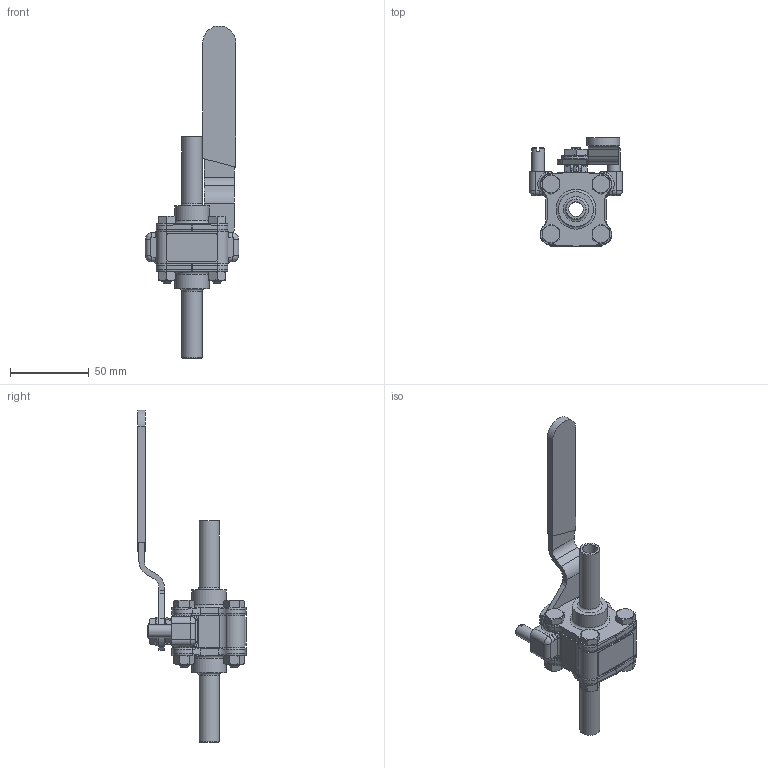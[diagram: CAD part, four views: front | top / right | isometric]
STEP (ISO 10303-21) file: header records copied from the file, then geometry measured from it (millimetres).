
FILE_DESCRIPTION(/* description */ (''),/* implementation_level */ '2;1');
FILE_NAME(/* name */ 'WK70 GA''CS-WK70-05-XBO_Shrinkwrap_1.stp',/* time_stamp */ '2021-02-18T17:46:37+05:00',/* author */ ('10157457'),/* organization */ (''),/* preprocessor_version */ 'ST-DEVELOPER v16.1',/* originating_system */ 'Autodesk Inventor 2016',/* authorisation */ '');
FILE_SCHEMA (('AUTOMOTIVE_DESIGN { 1 0 10303 214 3 1 1 }'));
Length unit declared in the file: millimetre
Products named in the file (1): CS-WK70-05-XBO_Shrinkwrap_1
Bounding box: 59.13 x 68.89 x 210.69 mm (x, y, z)
Volume: 93708.2 mm3; surface area: 31104.2 mm2
Topology: 1 solids, 1 shells, 581 faces, 1454 edges, 884 vertices
Faces by surface type: plane 215, cone 108, bspline 102, cylinder 101, torus 43, sphere 12
Full cylindrical faces by diameter (mm): 6.322 x4, 8.128 x2, 9.398 x1, 12.764 x2, 14.097 x1, 18.466 x1, 22.098 x2
Entity records: 22182 total; most frequent: CARTESIAN_POINT 8958, ORIENTED_EDGE 2830, DIRECTION 2430, EDGE_CURVE 1415, AXIS2_PLACEMENT_3D 983, VERTEX_POINT 877, EDGE_LOOP 640, FACE_OUTER_BOUND 581
